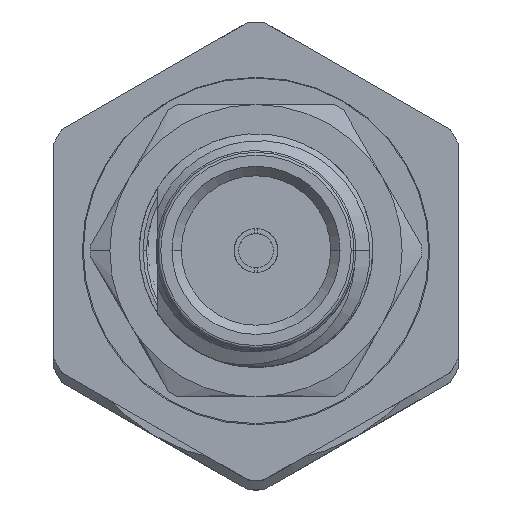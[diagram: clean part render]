
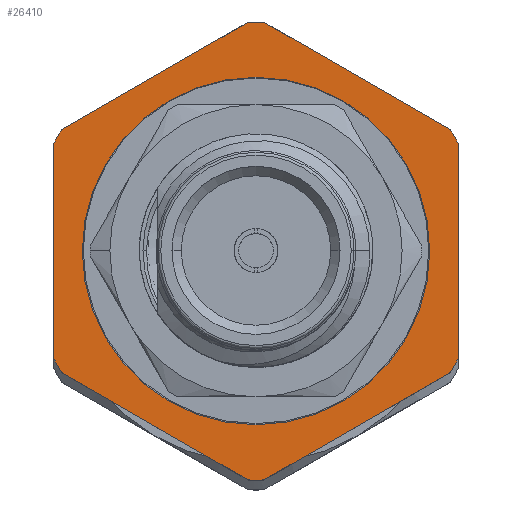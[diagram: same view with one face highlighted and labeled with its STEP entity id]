
A CAD part, top view. The second image highlights one B-rep face of the part: STEP entity #26410.
In plain terms, the highlighted planar face has unit normal (0, 0, 1).
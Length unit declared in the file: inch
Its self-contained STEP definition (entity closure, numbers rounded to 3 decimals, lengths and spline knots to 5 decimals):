
#203 = LINE ( 'NONE', #46751, #44552 ) ;
#840 = ORIENTED_EDGE ( 'NONE', *, *, #51867, .T. ) ;
#1166 = CARTESIAN_POINT ( 'NONE',  ( 0.21654, -0.12502, 0. ) ) ;
#1544 = DIRECTION ( 'NONE',  ( 1., 0., 0. ) ) ;
#2294 = CARTESIAN_POINT ( 'NONE',  ( 0., 0., 0. ) ) ;
#2348 = EDGE_CURVE ( 'NONE', #45645, #14090, #37312, .T. ) ;
#3133 = VECTOR ( 'NONE', #4237, 39.37008 ) ;
#3149 = VERTEX_POINT ( 'NONE', #29921 ) ;
#4237 = DIRECTION ( 'NONE',  ( -0.866, -0.5, 0. ) ) ;
#5516 = CARTESIAN_POINT ( 'NONE',  ( 0., 0., 0. ) ) ;
#5822 = CARTESIAN_POINT ( 'NONE',  ( 0., 0., 0. ) ) ;
#6668 = CARTESIAN_POINT ( 'NONE',  ( 0.00851, 0.24512, 0. ) ) ;
#6866 = DIRECTION ( 'NONE',  ( 1., 0., 0. ) ) ;
#8150 = DIRECTION ( 'NONE',  ( 1., 0., 0. ) ) ;
#9657 = AXIS2_PLACEMENT_3D ( 'NONE', #50917, #28232, #46028 ) ;
#10220 = ORIENTED_EDGE ( 'NONE', *, *, #49139, .T. ) ;
#10228 = CIRCLE ( 'NONE', #25871, 0.24527 ) ;
#10309 = VECTOR ( 'NONE', #20292, 39.37008 ) ;
#11100 = CIRCLE ( 'NONE', #35541, 0.24527 ) ;
#11371 = ORIENTED_EDGE ( 'NONE', *, *, #48262, .T. ) ;
#11968 = ORIENTED_EDGE ( 'NONE', *, *, #28759, .T. ) ;
#11983 = CIRCLE ( 'NONE', #40393, 0.24527 ) ;
#12455 = CARTESIAN_POINT ( 'NONE',  ( -0.00851, -0.24512, 0. ) ) ;
#13180 = VERTEX_POINT ( 'NONE', #35777 ) ;
#13466 = ORIENTED_EDGE ( 'NONE', *, *, #40711, .T. ) ;
#13558 = FACE_BOUND ( 'NONE', #53780, .T. ) ;
#13917 = DIRECTION ( 'NONE',  ( 1., 0., 0. ) ) ;
#14028 = AXIS2_PLACEMENT_3D ( 'NONE', #36895, #27662, #13917 ) ;
#14090 = VERTEX_POINT ( 'NONE', #17121 ) ;
#14271 = DIRECTION ( 'NONE',  ( -0.866, 0.5, 0. ) ) ;
#15207 = VERTEX_POINT ( 'NONE', #54035 ) ;
#15246 = DIRECTION ( 'NONE',  ( 0., 1., 0. ) ) ;
#15317 = DIRECTION ( 'NONE',  ( 1., 0., 0. ) ) ;
#15725 = EDGE_CURVE ( 'NONE', #18066, #28811, #43129, .T. ) ;
#15959 = ORIENTED_EDGE ( 'NONE', *, *, #15725, .T. ) ;
#15962 = VERTEX_POINT ( 'NONE', #12455 ) ;
#16012 = CARTESIAN_POINT ( 'NONE',  ( 0., 0., 0. ) ) ;
#16487 = DIRECTION ( 'NONE',  ( 0., 0., 1. ) ) ;
#17121 = CARTESIAN_POINT ( 'NONE',  ( -0.20802, 0.12993, 0. ) ) ;
#17846 = PLANE ( 'NONE',  #9657 ) ;
#18066 = VERTEX_POINT ( 'NONE', #46393 ) ;
#18154 = FACE_OUTER_BOUND ( 'NONE', #45559, .T. ) ;
#18544 = ORIENTED_EDGE ( 'NONE', *, *, #37168, .T. ) ;
#19118 = VECTOR ( 'NONE', #15246, 39.37008 ) ;
#19273 = DIRECTION ( 'NONE',  ( 0., 0., 1. ) ) ;
#19403 = DIRECTION ( 'NONE',  ( 0., 0., 1. ) ) ;
#20292 = DIRECTION ( 'NONE',  ( 0., -1., 0. ) ) ;
#20787 = VERTEX_POINT ( 'NONE', #37267 ) ;
#21039 = CARTESIAN_POINT ( 'NONE',  ( 0., -0.25003, 0. ) ) ;
#21647 = CARTESIAN_POINT ( 'NONE',  ( 0., 0., 0. ) ) ;
#21733 = CARTESIAN_POINT ( 'NONE',  ( -0.21654, -0.11519, 0. ) ) ;
#22177 = CARTESIAN_POINT ( 'NONE',  ( 0.186, 0., 0. ) ) ;
#25522 = DIRECTION ( 'NONE',  ( 0., 0., 1. ) ) ;
#25619 = DIRECTION ( 'NONE',  ( 0.866, 0.5, 0. ) ) ;
#25871 = AXIS2_PLACEMENT_3D ( 'NONE', #2294, #25522, #6866 ) ;
#26410 = ADVANCED_FACE ( 'NONE', ( #18154, #13558 ), #17846, .T. ) ;
#26610 = VERTEX_POINT ( 'NONE', #30958 ) ;
#26932 = DIRECTION ( 'NONE',  ( 0.866, -0.5, 0. ) ) ;
#27662 = DIRECTION ( 'NONE',  ( 0., 0., 1. ) ) ;
#28232 = DIRECTION ( 'NONE',  ( 0., 0., 1. ) ) ;
#28759 = EDGE_CURVE ( 'NONE', #54671, #20787, #11100, .T. ) ;
#28770 = AXIS2_PLACEMENT_3D ( 'NONE', #42864, #19273, #29945 ) ;
#28811 = VERTEX_POINT ( 'NONE', #54163 ) ;
#29921 = CARTESIAN_POINT ( 'NONE',  ( -0.21654, 0.11519, 0. ) ) ;
#29945 = DIRECTION ( 'NONE',  ( 1., 0., 0. ) ) ;
#30958 = CARTESIAN_POINT ( 'NONE',  ( -0.186, 0., 0. ) ) ;
#30964 = LINE ( 'NONE', #31557, #59120 ) ;
#31557 = CARTESIAN_POINT ( 'NONE',  ( -0.21654, -0.12502, 0. ) ) ;
#32074 = EDGE_CURVE ( 'NONE', #13180, #18066, #35683, .T. ) ;
#32586 = AXIS2_PLACEMENT_3D ( 'NONE', #21647, #16487, #40377 ) ;
#32691 = CARTESIAN_POINT ( 'NONE',  ( 0., 0.25003, 0. ) ) ;
#33357 = ORIENTED_EDGE ( 'NONE', *, *, #59540, .T. ) ;
#33799 = CIRCLE ( 'NONE', #42646, 0.186 ) ;
#34673 = DIRECTION ( 'NONE',  ( 1., 0., 0. ) ) ;
#34722 = AXIS2_PLACEMENT_3D ( 'NONE', #60523, #50720, #8150 ) ;
#35093 = VERTEX_POINT ( 'NONE', #22177 ) ;
#35332 = ORIENTED_EDGE ( 'NONE', *, *, #2348, .T. ) ;
#35541 = AXIS2_PLACEMENT_3D ( 'NONE', #5516, #57262, #15317 ) ;
#35683 = CIRCLE ( 'NONE', #34722, 0.24527 ) ;
#35777 = CARTESIAN_POINT ( 'NONE',  ( 0.20802, -0.12993, 0. ) ) ;
#36895 = CARTESIAN_POINT ( 'NONE',  ( 0., 0., 0. ) ) ;
#37168 = EDGE_CURVE ( 'NONE', #15962, #40984, #10228, .T. ) ;
#37267 = CARTESIAN_POINT ( 'NONE',  ( -0.20802, -0.12993, 0. ) ) ;
#37312 = LINE ( 'NONE', #32691, #3133 ) ;
#39295 = CARTESIAN_POINT ( 'NONE',  ( -0.21654, 0.12502, 0. ) ) ;
#40076 = ORIENTED_EDGE ( 'NONE', *, *, #51320, .F. ) ;
#40377 = DIRECTION ( 'NONE',  ( 1., 0., 0. ) ) ;
#40393 = AXIS2_PLACEMENT_3D ( 'NONE', #16012, #19403, #34673 ) ;
#40424 = CARTESIAN_POINT ( 'NONE',  ( 0.00851, -0.24512, 0. ) ) ;
#40711 = EDGE_CURVE ( 'NONE', #3149, #54671, #42993, .T. ) ;
#40984 = VERTEX_POINT ( 'NONE', #40424 ) ;
#41432 = ORIENTED_EDGE ( 'NONE', *, *, #32074, .T. ) ;
#42646 = AXIS2_PLACEMENT_3D ( 'NONE', #5822, #58178, #1544 ) ;
#42864 = CARTESIAN_POINT ( 'NONE',  ( 0., 0., 0. ) ) ;
#42993 = LINE ( 'NONE', #39295, #10309 ) ;
#43129 = LINE ( 'NONE', #1166, #19118 ) ;
#44552 = VECTOR ( 'NONE', #14271, 39.37008 ) ;
#44626 = EDGE_CURVE ( 'NONE', #45470, #45645, #11983, .T. ) ;
#45470 = VERTEX_POINT ( 'NONE', #6668 ) ;
#45536 = VECTOR ( 'NONE', #25619, 39.37008 ) ;
#45559 = EDGE_LOOP ( 'NONE', ( #840, #41432, #15959, #33357, #55825, #50904, #35332, #11371, #13466, #11968, #10220, #18544 ) ) ;
#45645 = VERTEX_POINT ( 'NONE', #60228 ) ;
#46028 = DIRECTION ( 'NONE',  ( 1., 0., 0. ) ) ;
#46393 = CARTESIAN_POINT ( 'NONE',  ( 0.21654, -0.11519, 0. ) ) ;
#46751 = CARTESIAN_POINT ( 'NONE',  ( 0.21654, 0.12502, 0. ) ) ;
#47272 = CIRCLE ( 'NONE', #14028, 0.186 ) ;
#47687 = ORIENTED_EDGE ( 'NONE', *, *, #59156, .F. ) ;
#48039 = LINE ( 'NONE', #21039, #45536 ) ;
#48262 = EDGE_CURVE ( 'NONE', #14090, #3149, #60090, .T. ) ;
#49139 = EDGE_CURVE ( 'NONE', #20787, #15962, #30964, .T. ) ;
#50165 = CIRCLE ( 'NONE', #32586, 0.24527 ) ;
#50364 = EDGE_CURVE ( 'NONE', #15207, #45470, #203, .T. ) ;
#50720 = DIRECTION ( 'NONE',  ( 0., 0., 1. ) ) ;
#50904 = ORIENTED_EDGE ( 'NONE', *, *, #44626, .T. ) ;
#50917 = CARTESIAN_POINT ( 'NONE',  ( 0., 0., 0. ) ) ;
#51320 = EDGE_CURVE ( 'NONE', #26610, #35093, #33799, .T. ) ;
#51867 = EDGE_CURVE ( 'NONE', #40984, #13180, #48039, .T. ) ;
#53780 = EDGE_LOOP ( 'NONE', ( #47687, #40076 ) ) ;
#54035 = CARTESIAN_POINT ( 'NONE',  ( 0.20802, 0.12993, 0. ) ) ;
#54163 = CARTESIAN_POINT ( 'NONE',  ( 0.21654, 0.11519, 0. ) ) ;
#54671 = VERTEX_POINT ( 'NONE', #21733 ) ;
#55825 = ORIENTED_EDGE ( 'NONE', *, *, #50364, .T. ) ;
#57262 = DIRECTION ( 'NONE',  ( 0., 0., 1. ) ) ;
#58178 = DIRECTION ( 'NONE',  ( 0., 0., 1. ) ) ;
#59120 = VECTOR ( 'NONE', #26932, 39.37008 ) ;
#59156 = EDGE_CURVE ( 'NONE', #35093, #26610, #47272, .T. ) ;
#59540 = EDGE_CURVE ( 'NONE', #28811, #15207, #50165, .T. ) ;
#60090 = CIRCLE ( 'NONE', #28770, 0.24527 ) ;
#60228 = CARTESIAN_POINT ( 'NONE',  ( -0.00851, 0.24512, 0. ) ) ;
#60523 = CARTESIAN_POINT ( 'NONE',  ( 0., 0., 0. ) ) ;
